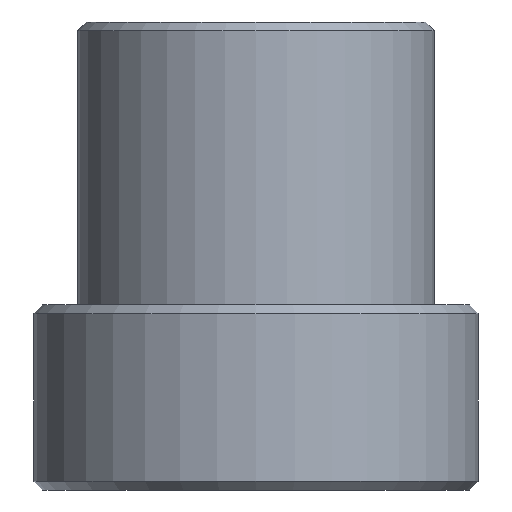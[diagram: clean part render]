
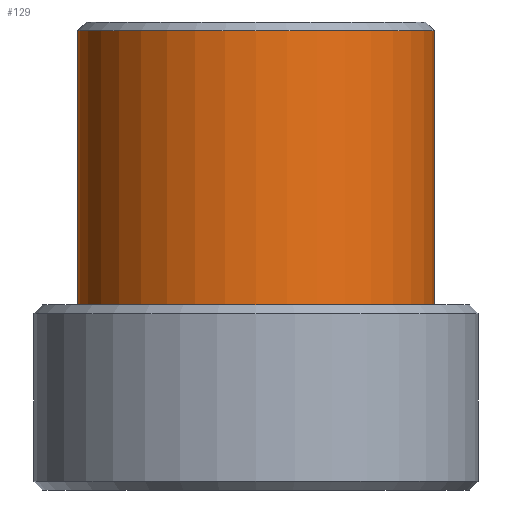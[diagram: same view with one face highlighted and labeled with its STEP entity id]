
A CAD part, front view. The second image highlights one B-rep face of the part: STEP entity #129.
In plain terms, the highlighted cylindrical face has radius 4.1 mm (diameter 8.2 mm), a full revolution.
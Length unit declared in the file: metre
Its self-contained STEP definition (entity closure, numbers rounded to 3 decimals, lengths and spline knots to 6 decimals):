
#16=CYLINDRICAL_SURFACE('',#162,0.0041);
#32=ORIENTED_EDGE('',*,*,#45,.F.);
#33=ORIENTED_EDGE('',*,*,#46,.F.);
#45=EDGE_CURVE('',#56,#56,#67,.T.);
#46=EDGE_CURVE('',#57,#57,#68,.T.);
#56=VERTEX_POINT('',#231);
#57=VERTEX_POINT('',#234);
#67=CIRCLE('',#156,0.0041);
#68=CIRCLE('',#158,0.0041);
#87=EDGE_LOOP('',(#32));
#88=EDGE_LOOP('',(#33));
#109=FACE_BOUND('',#87,.T.);
#110=FACE_BOUND('',#88,.T.);
#129=ADVANCED_FACE('',(#109,#110),#16,.T.);
#156=AXIS2_PLACEMENT_3D('',#230,#190,#191);
#158=AXIS2_PLACEMENT_3D('',#233,#194,#195);
#162=AXIS2_PLACEMENT_3D('',#240,#202,#203);
#190=DIRECTION('',(0.,0.,-1.));
#191=DIRECTION('',(-1.,0.,0.));
#194=DIRECTION('',(0.,0.,1.));
#195=DIRECTION('',(0.,-1.,0.));
#202=DIRECTION('',(0.,0.,-1.));
#203=DIRECTION('',(0.,1.,0.));
#230=CARTESIAN_POINT('',(0.0538,-0.151839,0.278526));
#231=CARTESIAN_POINT('',(0.0497,-0.151839,0.278526));
#233=CARTESIAN_POINT('',(0.0538,-0.151839,0.284826));
#234=CARTESIAN_POINT('',(0.0538,-0.155939,0.284826));
#240=CARTESIAN_POINT('',(0.0538,-0.151839,0.281776));
